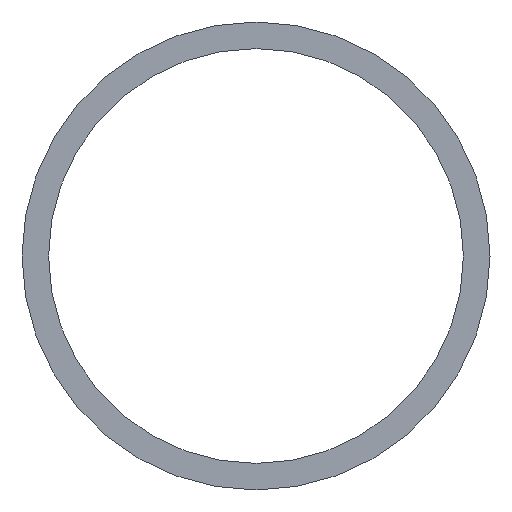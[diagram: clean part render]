
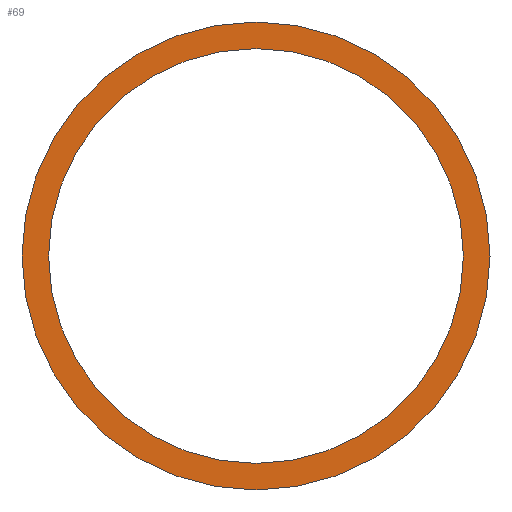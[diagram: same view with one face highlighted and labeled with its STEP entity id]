
A CAD part, left-side view. The second image highlights one B-rep face of the part: STEP entity #69.
In plain terms, the highlighted planar face has unit normal (-1, 0, 0).
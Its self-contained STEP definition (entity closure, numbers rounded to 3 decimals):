
#69 = ADVANCED_FACE( '', ( #140, #141 ), #142, .F. );
#75 = VERTEX_POINT( '', #150 );
#77 = EDGE_CURVE( '', #97, #101, #152, .T. );
#81 = EDGE_CURVE( '', #75, #91, #156, .T. );
#83 = EDGE_CURVE( '', #101, #97, #158, .T. );
#89 = EDGE_CURVE( '', #91, #75, #165, .T. );
#91 = VERTEX_POINT( '', #167 );
#97 = VERTEX_POINT( '', #174 );
#101 = VERTEX_POINT( '', #178 );
#140 = FACE_OUTER_BOUND( '', #217, .T. );
#141 = FACE_BOUND( '', #218, .T. );
#142 = PLANE( '', #219 );
#150 = CARTESIAN_POINT( '', ( 0., 0., -125. ) );
#152 = CIRCLE( '', #230, 110.8 );
#156 = CIRCLE( '', #236, 125. );
#158 = CIRCLE( '', #239, 110.8 );
#165 = CIRCLE( '', #246, 125. );
#167 = CARTESIAN_POINT( '', ( 0., 0., 125. ) );
#174 = CARTESIAN_POINT( '', ( 0., 0., 110.8 ) );
#178 = CARTESIAN_POINT( '', ( 0., 0., -110.8 ) );
#217 = EDGE_LOOP( '', ( #287, #288 ) );
#218 = EDGE_LOOP( '', ( #289, #290 ) );
#219 = AXIS2_PLACEMENT_3D( '', #291, #292, #293 );
#230 = AXIS2_PLACEMENT_3D( '', #302, #303, #304 );
#236 = AXIS2_PLACEMENT_3D( '', #308, #309, #310 );
#239 = AXIS2_PLACEMENT_3D( '', #311, #312, #313 );
#246 = AXIS2_PLACEMENT_3D( '', #323, #324, #325 );
#287 = ORIENTED_EDGE( '', *, *, #81, .F. );
#288 = ORIENTED_EDGE( '', *, *, #89, .F. );
#289 = ORIENTED_EDGE( '', *, *, #83, .T. );
#290 = ORIENTED_EDGE( '', *, *, #77, .T. );
#291 = CARTESIAN_POINT( '', ( 0., 0., 0. ) );
#292 = DIRECTION( '', ( 1., 0., 0. ) );
#293 = DIRECTION( '', ( 0., 0., -1. ) );
#302 = CARTESIAN_POINT( '', ( 0., 0., 0. ) );
#303 = DIRECTION( '', ( 1., 0., 0. ) );
#304 = DIRECTION( '', ( 0., 0., -1. ) );
#308 = CARTESIAN_POINT( '', ( 0., 0., 0. ) );
#309 = DIRECTION( '', ( 1., 0., 0. ) );
#310 = DIRECTION( '', ( 0., 0., -1. ) );
#311 = CARTESIAN_POINT( '', ( 0., 0., 0. ) );
#312 = DIRECTION( '', ( 1., 0., 0. ) );
#313 = DIRECTION( '', ( 0., 0., -1. ) );
#323 = CARTESIAN_POINT( '', ( 0., 0., 0. ) );
#324 = DIRECTION( '', ( 1., 0., 0. ) );
#325 = DIRECTION( '', ( 0., 0., -1. ) );
